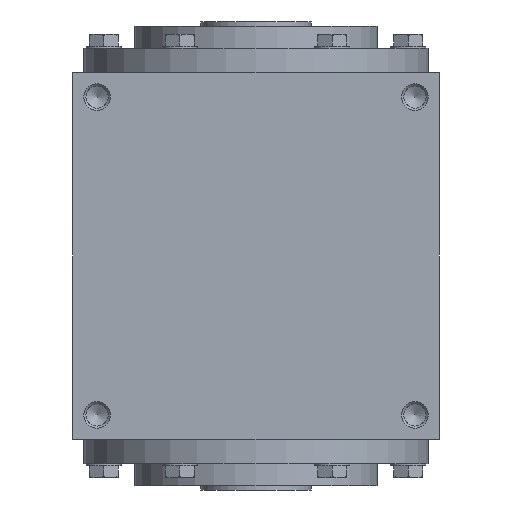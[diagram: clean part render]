
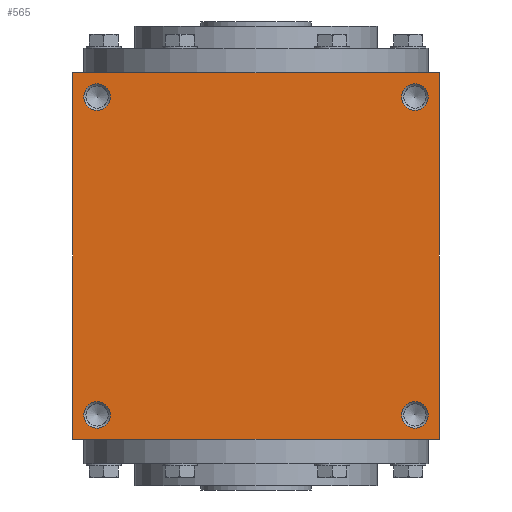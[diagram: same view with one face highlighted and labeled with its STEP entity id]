
A CAD part, left-side view. The second image highlights one B-rep face of the part: STEP entity #565.
In plain terms, the highlighted face is planar.
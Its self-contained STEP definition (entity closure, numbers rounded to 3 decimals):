
#565 = ADVANCED_FACE( '', ( #1184, #1185, #1186, #1187, #1188 ), #1189, .F. );
#1184 = FACE_BOUND( '', #2004, .T. );
#1185 = FACE_BOUND( '', #2005, .T. );
#1186 = FACE_BOUND( '', #2006, .T. );
#1187 = FACE_BOUND( '', #2007, .T. );
#1188 = FACE_OUTER_BOUND( '', #2008, .T. );
#1189 = PLANE( '', #2009 );
#2004 = EDGE_LOOP( '', ( #3010 ) );
#2005 = EDGE_LOOP( '', ( #3011 ) );
#2006 = EDGE_LOOP( '', ( #3012 ) );
#2007 = EDGE_LOOP( '', ( #3013 ) );
#2008 = EDGE_LOOP( '', ( #3014, #3015, #3016, #3017 ) );
#2009 = AXIS2_PLACEMENT_3D( '', #3018, #3019, #3020 );
#3010 = ORIENTED_EDGE( '', *, *, #4586, .F. );
#3011 = ORIENTED_EDGE( '', *, *, #4587, .T. );
#3012 = ORIENTED_EDGE( '', *, *, #4377, .F. );
#3013 = ORIENTED_EDGE( '', *, *, #4588, .T. );
#3014 = ORIENTED_EDGE( '', *, *, #4393, .F. );
#3015 = ORIENTED_EDGE( '', *, *, #4589, .F. );
#3016 = ORIENTED_EDGE( '', *, *, #4590, .F. );
#3017 = ORIENTED_EDGE( '', *, *, #4442, .F. );
#3018 = CARTESIAN_POINT( '', ( 0., 0., -83. ) );
#3019 = DIRECTION( '', ( 0., 0., 1. ) );
#3020 = DIRECTION( '', ( 1., 0., 0. ) );
#4377 = EDGE_CURVE( '', #5057, #5057, #5058, .T. );
#4393 = EDGE_CURVE( '', #5086, #5087, #5088, .T. );
#4442 = EDGE_CURVE( '', #5087, #5172, #5173, .T. );
#4586 = EDGE_CURVE( '', #5414, #5414, #5415, .T. );
#4587 = EDGE_CURVE( '', #5416, #5416, #5417, .T. );
#4588 = EDGE_CURVE( '', #5418, #5418, #5419, .T. );
#4589 = EDGE_CURVE( '', #5420, #5086, #5421, .T. );
#4590 = EDGE_CURVE( '', #5172, #5420, #5422, .T. );
#5057 = VERTEX_POINT( '', #6020 );
#5058 = CIRCLE( '', #6021, 6. );
#5086 = VERTEX_POINT( '', #6053 );
#5087 = VERTEX_POINT( '', #6054 );
#5088 = LINE( '', #6055, #6056 );
#5172 = VERTEX_POINT( '', #6153 );
#5173 = LINE( '', #6154, #6155 );
#5414 = VERTEX_POINT( '', #6507 );
#5415 = CIRCLE( '', #6508, 6. );
#5416 = VERTEX_POINT( '', #6509 );
#5417 = CIRCLE( '', #6510, 6. );
#5418 = VERTEX_POINT( '', #6511 );
#5419 = CIRCLE( '', #6512, 6. );
#5420 = VERTEX_POINT( '', #6513 );
#5421 = LINE( '', #6514, #6515 );
#5422 = LINE( '', #6516, #6517 );
#6020 = CARTESIAN_POINT( '', ( -78., -72., -83. ) );
#6021 = AXIS2_PLACEMENT_3D( '', #7268, #7269, #7270 );
#6053 = CARTESIAN_POINT( '', ( -83., 83., -83. ) );
#6054 = CARTESIAN_POINT( '', ( -83., -83., -83. ) );
#6055 = CARTESIAN_POINT( '', ( -83., 83., -83. ) );
#6056 = VECTOR( '', #7299, 1000. );
#6153 = CARTESIAN_POINT( '', ( 83., -83., -83. ) );
#6154 = CARTESIAN_POINT( '', ( -83., -83., -83. ) );
#6155 = VECTOR( '', #7385, 1000. );
#6507 = CARTESIAN_POINT( '', ( -78., 72., -83. ) );
#6508 = AXIS2_PLACEMENT_3D( '', #7609, #7610, #7611 );
#6509 = CARTESIAN_POINT( '', ( 78., 72., -83. ) );
#6510 = AXIS2_PLACEMENT_3D( '', #7612, #7613, #7614 );
#6511 = CARTESIAN_POINT( '', ( 78., -72., -83. ) );
#6512 = AXIS2_PLACEMENT_3D( '', #7615, #7616, #7617 );
#6513 = CARTESIAN_POINT( '', ( 83., 83., -83. ) );
#6514 = CARTESIAN_POINT( '', ( 83., 83., -83. ) );
#6515 = VECTOR( '', #7618, 1000. );
#6516 = CARTESIAN_POINT( '', ( 83., -83., -83. ) );
#6517 = VECTOR( '', #7619, 1000. );
#7268 = CARTESIAN_POINT( '', ( -72., -72., -83. ) );
#7269 = DIRECTION( '', ( 0., 0., -1. ) );
#7270 = DIRECTION( '', ( -1., 0., 0. ) );
#7299 = DIRECTION( '', ( 0., -1., 0. ) );
#7385 = DIRECTION( '', ( 1., 0., 0. ) );
#7609 = CARTESIAN_POINT( '', ( -72., 72., -83. ) );
#7610 = DIRECTION( '', ( 0., 0., -1. ) );
#7611 = DIRECTION( '', ( -1., 0., 0. ) );
#7612 = CARTESIAN_POINT( '', ( 72., 72., -83. ) );
#7613 = DIRECTION( '', ( 0., 0., 1. ) );
#7614 = DIRECTION( '', ( 1., 0., 0. ) );
#7615 = CARTESIAN_POINT( '', ( 72., -72., -83. ) );
#7616 = DIRECTION( '', ( 0., 0., 1. ) );
#7617 = DIRECTION( '', ( 1., 0., 0. ) );
#7618 = DIRECTION( '', ( -1., 0., 0. ) );
#7619 = DIRECTION( '', ( 0., 1., 0. ) );
